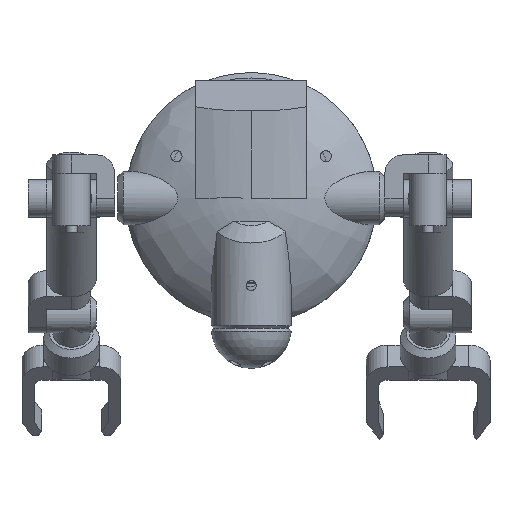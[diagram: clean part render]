
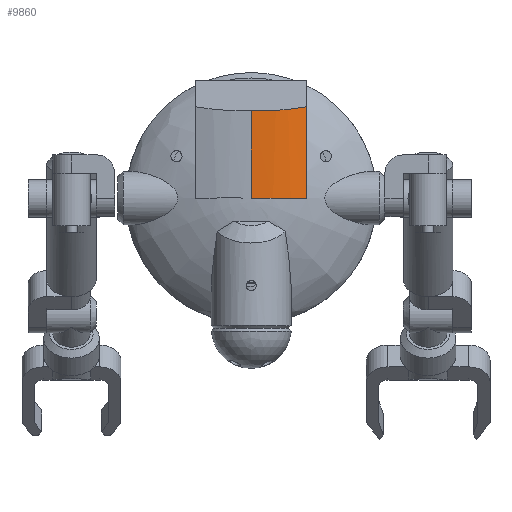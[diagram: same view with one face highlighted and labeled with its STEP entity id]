
A CAD part, top view. The second image highlights one B-rep face of the part: STEP entity #9860.
In plain terms, the highlighted free-form (B-spline) face has degree [5, 1] with [15, 2] control points.
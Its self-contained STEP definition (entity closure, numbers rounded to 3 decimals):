
#204=(
BOUNDED_CURVE()
B_SPLINE_CURVE(5,(#15572,#15573,#15574,#15575,#15576,#15577,#15578,#15579,
#15580),.UNSPECIFIED.,.F.,.F.)
B_SPLINE_CURVE_WITH_KNOTS((6,1,1,1,6),(0.618,0.7,0.8,0.9,1.),
 .UNSPECIFIED.)
CURVE()
GEOMETRIC_REPRESENTATION_ITEM()
RATIONAL_B_SPLINE_CURVE((1.,1.,1.,1.,1.,1.,1.,1.,1.))
REPRESENTATION_ITEM('')
);
#217=(
BOUNDED_SURFACE()
B_SPLINE_SURFACE(5,1,((#15843,#15844),(#15845,#15846),(#15847,#15848),(#15849,
#15850),(#15851,#15852),(#15853,#15854),(#15855,#15856),(#15857,#15858),
(#15859,#15860),(#15861,#15862),(#15863,#15864),(#15865,#15866),(#15867,
#15868),(#15869,#15870),(#15871,#15872)),.UNSPECIFIED.,.F.,.F.,.F.)
B_SPLINE_SURFACE_WITH_KNOTS((6,1,1,1,1,1,1,1,1,1,6),(2,2),(-1.,-0.9,-0.8,
-0.7,-0.6,-0.5,-0.4,-0.3,-0.2,-0.1,-0.062),(0.,3.16),
 .UNSPECIFIED.)
GEOMETRIC_REPRESENTATION_ITEM()
RATIONAL_B_SPLINE_SURFACE(((1.,1.),(1.,1.),(1.,1.),(1.,1.),(1.,1.),(1.,
1.),(1.,1.),(1.,1.),(1.,1.),(1.,1.),(1.,1.),(1.,1.),(1.,1.),(1.,1.),(1.,
1.)))
REPRESENTATION_ITEM('')
SURFACE()
);
#744=B_SPLINE_CURVE_WITH_KNOTS('',3,(#15874,#15875,#15876,#15877,#15878,
#15879),.UNSPECIFIED.,.F.,.F.,(4,2,4),(-4.157,-1.893,
-1.325),.UNSPECIFIED.);
#1097=FACE_OUTER_BOUND('',#1736,.T.);
#1736=EDGE_LOOP('',(#7017,#7018,#7019,#7020));
#2527=LINE('',#15842,#3247);
#2528=LINE('',#15880,#3248);
#3247=VECTOR('',#11868,9.);
#3248=VECTOR('',#11869,9.);
#4522=VERTEX_POINT('',#15552);
#4523=VERTEX_POINT('',#15571);
#4534=VERTEX_POINT('',#15840);
#4535=VERTEX_POINT('',#15873);
#5472=EDGE_CURVE('',#4522,#4523,#204,.T.);
#5498=EDGE_CURVE('',#4522,#4534,#2527,.T.);
#5499=EDGE_CURVE('',#4535,#4534,#744,.T.);
#5500=EDGE_CURVE('',#4523,#4535,#2528,.T.);
#7017=ORIENTED_EDGE('',*,*,#5472,.F.);
#7018=ORIENTED_EDGE('',*,*,#5498,.T.);
#7019=ORIENTED_EDGE('',*,*,#5499,.F.);
#7020=ORIENTED_EDGE('',*,*,#5500,.F.);
#9860=ADVANCED_FACE('',(#1097),#217,.T.);
#11868=DIRECTION('',(0.,1.,0.));
#11869=DIRECTION('',(0.,1.,0.));
#15552=CARTESIAN_POINT('',(9.215,0.018,32.362));
#15571=CARTESIAN_POINT('',(0.215,0.018,33.534));
#15572=CARTESIAN_POINT('Ctrl Pts',(9.215,0.018,
32.362));
#15573=CARTESIAN_POINT('Ctrl Pts',(8.872,0.018,
32.466));
#15574=CARTESIAN_POINT('Ctrl Pts',(8.121,0.018,
32.683));
#15575=CARTESIAN_POINT('Ctrl Pts',(6.979,0.018,
32.972));
#15576=CARTESIAN_POINT('Ctrl Pts',(5.413,0.018,
33.27));
#15577=CARTESIAN_POINT('Ctrl Pts',(3.645,0.018,
33.449));
#15578=CARTESIAN_POINT('Ctrl Pts',(2.03,0.018,
33.519));
#15579=CARTESIAN_POINT('Ctrl Pts',(0.839,0.018,
33.534));
#15580=CARTESIAN_POINT('Ctrl Pts',(0.215,0.018,
33.534));
#15840=CARTESIAN_POINT('',(9.215,14.782,32.362));
#15842=CARTESIAN_POINT('',(9.215,0.018,32.362));
#15843=CARTESIAN_POINT('Ctrl Pts',(0.215,0.018,
33.534));
#15844=CARTESIAN_POINT('Ctrl Pts',(0.215,28.454,33.534));
#15845=CARTESIAN_POINT('Ctrl Pts',(0.839,0.018,
33.534));
#15846=CARTESIAN_POINT('Ctrl Pts',(0.839,28.454,33.534));
#15847=CARTESIAN_POINT('Ctrl Pts',(2.03,0.018,
33.519));
#15848=CARTESIAN_POINT('Ctrl Pts',(2.03,28.454,33.519));
#15849=CARTESIAN_POINT('Ctrl Pts',(3.645,0.018,
33.449));
#15850=CARTESIAN_POINT('Ctrl Pts',(3.645,28.454,33.449));
#15851=CARTESIAN_POINT('Ctrl Pts',(5.496,0.018,
33.262));
#15852=CARTESIAN_POINT('Ctrl Pts',(5.496,28.454,33.262));
#15853=CARTESIAN_POINT('Ctrl Pts',(7.534,0.018,
32.865));
#15854=CARTESIAN_POINT('Ctrl Pts',(7.534,28.454,32.865));
#15855=CARTESIAN_POINT('Ctrl Pts',(9.55,0.018,32.292));
#15856=CARTESIAN_POINT('Ctrl Pts',(9.55,28.454,32.292));
#15857=CARTESIAN_POINT('Ctrl Pts',(11.743,0.018,
31.533));
#15858=CARTESIAN_POINT('Ctrl Pts',(11.743,28.454,31.533));
#15859=CARTESIAN_POINT('Ctrl Pts',(14.179,0.018,
30.578));
#15860=CARTESIAN_POINT('Ctrl Pts',(14.179,28.454,30.578));
#15861=CARTESIAN_POINT('Ctrl Pts',(16.673,0.018,
29.431));
#15862=CARTESIAN_POINT('Ctrl Pts',(16.673,28.454,29.431));
#15863=CARTESIAN_POINT('Ctrl Pts',(18.613,0.018,
28.268));
#15864=CARTESIAN_POINT('Ctrl Pts',(18.613,28.454,28.268));
#15865=CARTESIAN_POINT('Ctrl Pts',(19.734,0.018,
27.273));
#15866=CARTESIAN_POINT('Ctrl Pts',(19.734,28.454,27.273));
#15867=CARTESIAN_POINT('Ctrl Pts',(20.264,0.018,
26.525));
#15868=CARTESIAN_POINT('Ctrl Pts',(20.264,28.454,26.525));
#15869=CARTESIAN_POINT('Ctrl Pts',(20.474,0.018,
26.077));
#15870=CARTESIAN_POINT('Ctrl Pts',(20.474,28.454,26.077));
#15871=CARTESIAN_POINT('Ctrl Pts',(20.525,0.018,
25.953));
#15872=CARTESIAN_POINT('Ctrl Pts',(20.525,28.454,25.953));
#15873=CARTESIAN_POINT('',(0.215,14.106,33.534));
#15874=CARTESIAN_POINT('Ctrl Pts',(0.215,14.106,33.534));
#15875=CARTESIAN_POINT('Ctrl Pts',(2.967,14.106,33.534));
#15876=CARTESIAN_POINT('Ctrl Pts',(4.926,14.208,33.358));
#15877=CARTESIAN_POINT('Ctrl Pts',(7.146,14.464,32.913));
#15878=CARTESIAN_POINT('Ctrl Pts',(7.982,14.567,32.736));
#15879=CARTESIAN_POINT('Ctrl Pts',(9.215,14.782,32.362));
#15880=CARTESIAN_POINT('',(0.215,0.018,33.534));
